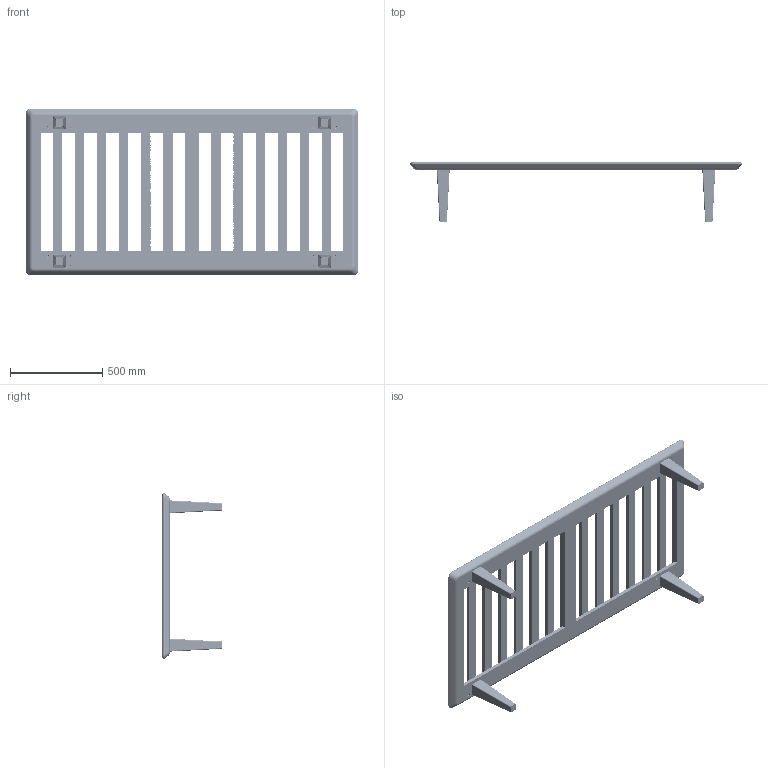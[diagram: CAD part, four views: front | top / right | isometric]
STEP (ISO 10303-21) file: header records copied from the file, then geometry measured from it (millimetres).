
FILE_DESCRIPTION (( 'STEP AP203' ), '1' );
FILE_NAME ('1. Simona daybed - sklop.STEP', '2023-11-23T10:00:13', ( '' ), ( '' ), 'SwSTEP 2.0', 'SolidWorks 2023', '' );
FILE_SCHEMA (( 'CONFIG_CONTROL_DESIGN' ));
Products named in the file (1): 1. Simona daybed - sklop
Bounding box: 1800 x 320 x 900 mm (x, y, z)
Volume: 33019638.7 mm3; surface area: 3379590.5 mm2
Topology: 137 solids, 137 shells, 3446 faces, 8012 edges, 4984 vertices
Faces by surface type: cylinder 1388, plane 1214, cone 544, bspline 236, torus 64
Entity records: 170761 total; most frequent: CARTESIAN_POINT 96911, ORIENTED_EDGE 15896, DIRECTION 14686, EDGE_CURVE 7948, AXIS2_PLACEMENT_3D 5503, VERTEX_POINT 4984, EDGE_LOOP 3782, LINE 3680
